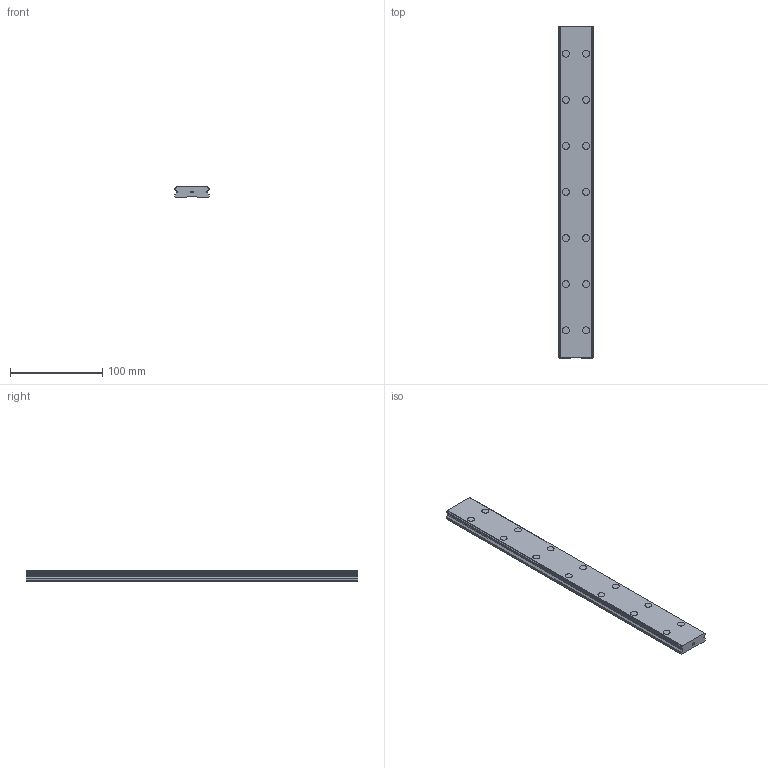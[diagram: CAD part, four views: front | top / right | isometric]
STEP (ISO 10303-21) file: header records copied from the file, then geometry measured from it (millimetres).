
FILE_DESCRIPTION(('STEP AP214'),'1');
FILE_NAME('cctmp_22AED05C-C00A-468F-A448-BD20C8E002C1_2021_03_04_11_31_37_0845..stp','2021-03-04T10:31:37',('HIWIN GmbH'),('CADClick - www.CADClick.com'),'Spatial InterOp 3D',' ','unknown authorization');
FILE_SCHEMA(('AUTOMOTIVE_DESIGN'));
Length unit declared in the file: millimetre
Products named in the file (1): WER21R360H_FILE
Bounding box: 37 x 360 x 11 mm (x, y, z)
Volume: 133530.7 mm3; surface area: 39525.2 mm2
Topology: 1 solids, 1 shells, 229 faces, 543 edges, 362 vertices
Faces by surface type: plane 127, cylinder 102
Entity records: 8517 total; most frequent: DIRECTION 1207, CARTESIAN_POINT 1135, ORIENTED_EDGE 1086, EDGE_CURVE 543, AXIS2_PLACEMENT_3D 434, VERTEX_POINT 362, LINE 339, VECTOR 339
